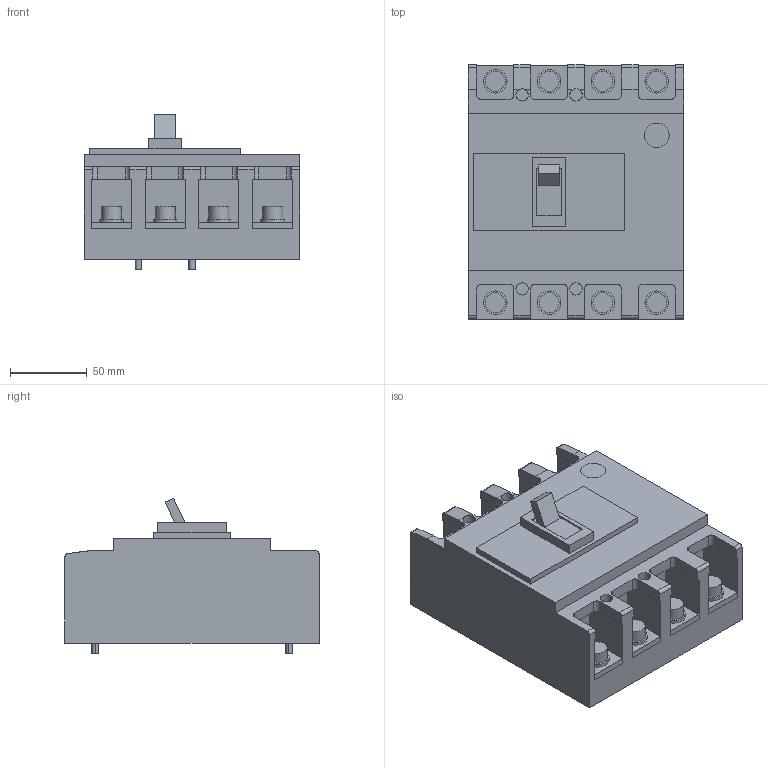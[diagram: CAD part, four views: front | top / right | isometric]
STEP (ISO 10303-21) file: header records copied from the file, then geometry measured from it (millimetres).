
FILE_DESCRIPTION (( 'STEP AP214' ), '1' );
FILE_NAME ('PS250PF4F.STEP', '2023-01-20T09:21:04', ( 'CAD' ), ( '' ), 'SwSTEP 2.0', 'SolidWorks 2015', '' );
FILE_SCHEMA (( 'AUTOMOTIVE_DESIGN' ));
Length unit declared in the file: millimetre
Products named in the file (1): PS250PF4F
Bounding box: 140 x 165 x 101.24 mm (x, y, z)
Volume: 1317974.6 mm3; surface area: 147205.6 mm2
Topology: 21 solids, 21 shells, 344 faces, 801 edges, 534 vertices
Faces by surface type: plane 204, cylinder 140
Entity records: 11570 total; most frequent: DIRECTION 1771, CARTESIAN_POINT 1686, ORIENTED_EDGE 1602, EDGE_CURVE 801, AXIS2_PLACEMENT_3D 627, VERTEX_POINT 534, VECTOR 517, LINE 517
